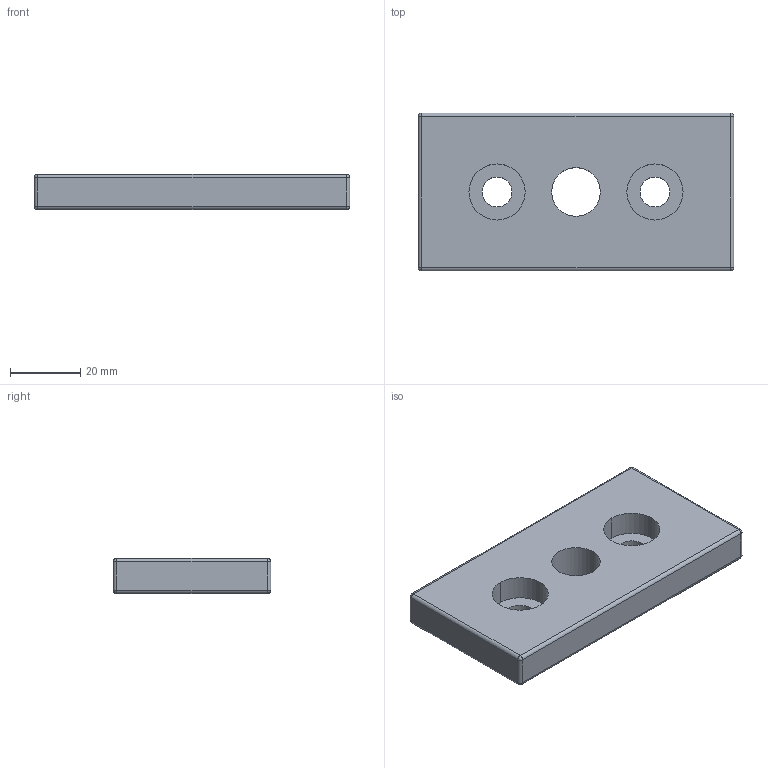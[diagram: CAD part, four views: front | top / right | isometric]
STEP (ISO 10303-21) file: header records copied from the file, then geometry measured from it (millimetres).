
FILE_DESCRIPTION(('STEP AP203'),'2;1');
FILE_NAME('31.100.00.stp','2011-02-14T10:42:06',(''),(''),'2009.3.110','THINKDESIGN','');
FILE_SCHEMA(('CONFIG_CONTROL_DESIGN'));
Length unit declared in the file: millimetre
Bounding box: 90 x 45 x 10 mm (x, y, z)
Volume: 35718.2 mm3; surface area: 11320.9 mm2
Topology: 1 solids, 1 shells, 38 faces, 86 edges, 44 vertices
Faces by surface type: cylinder 22, plane 8, bspline 8
Entity records: 1155 total; most frequent: CARTESIAN_POINT 248, DIRECTION 182, ORIENTED_EDGE 156, EDGE_CURVE 78, AXIS2_PLACEMENT_3D 74, EDGE_LOOP 46, VERTEX_POINT 44, CIRCLE 44
